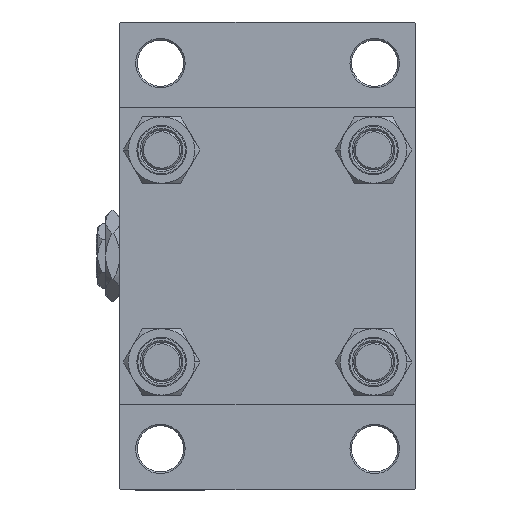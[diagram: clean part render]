
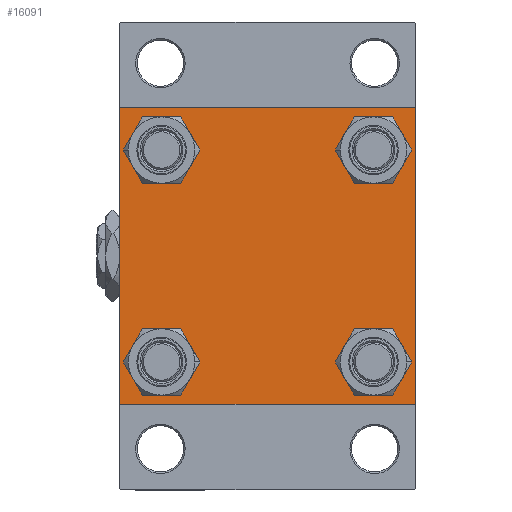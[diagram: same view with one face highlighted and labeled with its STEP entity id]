
A CAD part, left-side view. The second image highlights one B-rep face of the part: STEP entity #16091.
In plain terms, the highlighted planar face has unit normal (-1, 0, 0).
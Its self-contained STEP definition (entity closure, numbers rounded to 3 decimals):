
#267 = LINE ( 'NONE', #36630, #12389 ) ;
#428 = DIRECTION ( 'NONE',  ( 0., -1., 0. ) ) ;
#518 = EDGE_CURVE ( 'NONE', #38419, #24021, #267, .T. ) ;
#832 = EDGE_CURVE ( 'NONE', #34955, #41817, #32346, .T. ) ;
#1104 = EDGE_CURVE ( 'NONE', #10125, #6736, #32288, .T. ) ;
#1397 = CIRCLE ( 'NONE', #30817, 6.5 ) ;
#1686 = CARTESIAN_POINT ( 'NONE',  ( 0., -32.15, 32.15 ) ) ;
#1698 = FACE_OUTER_BOUND ( 'NONE', #48080, .T. ) ;
#2897 = VECTOR ( 'NONE', #43509, 1000. ) ;
#3311 = ORIENTED_EDGE ( 'NONE', *, *, #37053, .T. ) ;
#3614 = EDGE_CURVE ( 'NONE', #4112, #38452, #1397, .T. ) ;
#3730 = EDGE_CURVE ( 'NONE', #12173, #20206, #36441, .T. ) ;
#3790 = ORIENTED_EDGE ( 'NONE', *, *, #1104, .F. ) ;
#3810 = DIRECTION ( 'NONE',  ( 1., 0., 0. ) ) ;
#4112 = VERTEX_POINT ( 'NONE', #46852 ) ;
#4153 = LINE ( 'NONE', #41321, #47952 ) ;
#5163 = DIRECTION ( 'NONE',  ( 1., 0., 0. ) ) ;
#5170 = CARTESIAN_POINT ( 'NONE',  ( 0., 32.15, -32.15 ) ) ;
#5470 = DIRECTION ( 'NONE',  ( 0., -0.707, -0.707 ) ) ;
#6736 = VERTEX_POINT ( 'NONE', #46790 ) ;
#7295 = LINE ( 'NONE', #15755, #42909 ) ;
#7488 = VERTEX_POINT ( 'NONE', #22358 ) ;
#7847 = ORIENTED_EDGE ( 'NONE', *, *, #36208, .F. ) ;
#8482 = CARTESIAN_POINT ( 'NONE',  ( 0., -44.75, -44.75 ) ) ;
#8501 = CIRCLE ( 'NONE', #27641, 6.5 ) ;
#8908 = PLANE ( 'NONE',  #35235 ) ;
#9183 = CARTESIAN_POINT ( 'NONE',  ( 0., 45., -44.5 ) ) ;
#9399 = DIRECTION ( 'NONE',  ( 1., 0., 0. ) ) ;
#10075 = AXIS2_PLACEMENT_3D ( 'NONE', #5170, #9399, #32344 ) ;
#10125 = VERTEX_POINT ( 'NONE', #29273 ) ;
#10283 = LINE ( 'NONE', #29232, #11409 ) ;
#10291 = EDGE_CURVE ( 'NONE', #34889, #7488, #7295, .T. ) ;
#10538 = VECTOR ( 'NONE', #38897, 1000. ) ;
#10688 = CARTESIAN_POINT ( 'NONE',  ( 0., -44.75, 44.75 ) ) ;
#11006 = DIRECTION ( 'NONE',  ( 0., 0., 1. ) ) ;
#11112 = AXIS2_PLACEMENT_3D ( 'NONE', #39391, #17930, #29886 ) ;
#11152 = EDGE_CURVE ( 'NONE', #7488, #38419, #19810, .T. ) ;
#11409 = VECTOR ( 'NONE', #24990, 1000. ) ;
#11539 = ORIENTED_EDGE ( 'NONE', *, *, #30086, .T. ) ;
#11616 = AXIS2_PLACEMENT_3D ( 'NONE', #1686, #31847, #35345 ) ;
#11972 = EDGE_LOOP ( 'NONE', ( #22831, #45663 ) ) ;
#12007 = CARTESIAN_POINT ( 'NONE',  ( 0., 32.15, 32.15 ) ) ;
#12173 = VERTEX_POINT ( 'NONE', #36770 ) ;
#12389 = VECTOR ( 'NONE', #5470, 1000. ) ;
#12779 = EDGE_CURVE ( 'NONE', #22628, #34682, #25462, .T. ) ;
#13202 = CARTESIAN_POINT ( 'NONE',  ( 0., -44.5, -45. ) ) ;
#14126 = CARTESIAN_POINT ( 'NONE',  ( 0., -32.15, 25.65 ) ) ;
#14921 = DIRECTION ( 'NONE',  ( 0., 0.707, 0.707 ) ) ;
#15755 = CARTESIAN_POINT ( 'NONE',  ( 0., 44.75, 44.75 ) ) ;
#16091 = ADVANCED_FACE ( 'NONE', ( #27854, #20124, #17126, #46564, #1698 ), #8908, .T. ) ;
#16096 = ORIENTED_EDGE ( 'NONE', *, *, #32742, .T. ) ;
#16379 = EDGE_LOOP ( 'NONE', ( #30050, #16096 ) ) ;
#16849 = ORIENTED_EDGE ( 'NONE', *, *, #11152, .T. ) ;
#17126 = FACE_BOUND ( 'NONE', #33958, .T. ) ;
#17610 = CARTESIAN_POINT ( 'NONE',  ( 0., 44.5, 45. ) ) ;
#17930 = DIRECTION ( 'NONE',  ( 1., 0., 0. ) ) ;
#18743 = DIRECTION ( 'NONE',  ( 0., 0.707, -0.707 ) ) ;
#18900 = ORIENTED_EDGE ( 'NONE', *, *, #29850, .T. ) ;
#19810 = LINE ( 'NONE', #46744, #37357 ) ;
#20049 = DIRECTION ( 'NONE',  ( 0., 0., -1. ) ) ;
#20124 = FACE_BOUND ( 'NONE', #16379, .T. ) ;
#20149 = CARTESIAN_POINT ( 'NONE',  ( 0., 32.15, -25.65 ) ) ;
#20206 = VERTEX_POINT ( 'NONE', #29213 ) ;
#20352 = DIRECTION ( 'NONE',  ( 0., 0., 1. ) ) ;
#20712 = ORIENTED_EDGE ( 'NONE', *, *, #3730, .T. ) ;
#21047 = CARTESIAN_POINT ( 'NONE',  ( 0., -45., 45. ) ) ;
#21980 = CIRCLE ( 'NONE', #10075, 6.5 ) ;
#22358 = CARTESIAN_POINT ( 'NONE',  ( 0., 45., 44.5 ) ) ;
#22628 = VERTEX_POINT ( 'NONE', #31370 ) ;
#22831 = ORIENTED_EDGE ( 'NONE', *, *, #43547, .T. ) ;
#24021 = VERTEX_POINT ( 'NONE', #48774 ) ;
#24461 = AXIS2_PLACEMENT_3D ( 'NONE', #12007, #3810, #38688 ) ;
#24990 = DIRECTION ( 'NONE',  ( 0., -1., 0. ) ) ;
#25462 = CIRCLE ( 'NONE', #11112, 6.5 ) ;
#25751 = DIRECTION ( 'NONE',  ( 0., 0., 1. ) ) ;
#26958 = CARTESIAN_POINT ( 'NONE',  ( 0., 32.15, 32.15 ) ) ;
#27609 = DIRECTION ( 'NONE',  ( -1., 0., 0. ) ) ;
#27641 = AXIS2_PLACEMENT_3D ( 'NONE', #38822, #5163, #20352 ) ;
#27854 = FACE_BOUND ( 'NONE', #11972, .T. ) ;
#28174 = CIRCLE ( 'NONE', #34560, 6.5 ) ;
#29213 = CARTESIAN_POINT ( 'NONE',  ( 0., 32.15, 25.65 ) ) ;
#29232 = CARTESIAN_POINT ( 'NONE',  ( 0., 45., 45. ) ) ;
#29273 = CARTESIAN_POINT ( 'NONE',  ( 0., -45., 44.5 ) ) ;
#29850 = EDGE_CURVE ( 'NONE', #36415, #6736, #30434, .T. ) ;
#29886 = DIRECTION ( 'NONE',  ( 0., 0., 1. ) ) ;
#30050 = ORIENTED_EDGE ( 'NONE', *, *, #12779, .T. ) ;
#30086 = EDGE_CURVE ( 'NONE', #10125, #45599, #36892, .T. ) ;
#30357 = CARTESIAN_POINT ( 'NONE',  ( 0., -32.15, -38.65 ) ) ;
#30434 = LINE ( 'NONE', #8482, #10538 ) ;
#30817 = AXIS2_PLACEMENT_3D ( 'NONE', #36992, #44961, #25751 ) ;
#31194 = DIRECTION ( 'NONE',  ( 0., 0., 1. ) ) ;
#31248 = CIRCLE ( 'NONE', #41569, 6.5 ) ;
#31370 = CARTESIAN_POINT ( 'NONE',  ( 0., -32.15, -25.65 ) ) ;
#31620 = ORIENTED_EDGE ( 'NONE', *, *, #31956, .T. ) ;
#31847 = DIRECTION ( 'NONE',  ( 1., 0., 0. ) ) ;
#31956 = EDGE_CURVE ( 'NONE', #24021, #36415, #4153, .T. ) ;
#32288 = LINE ( 'NONE', #21047, #2897 ) ;
#32344 = DIRECTION ( 'NONE',  ( 0., 0., 1. ) ) ;
#32346 = CIRCLE ( 'NONE', #11616, 6.5 ) ;
#32742 = EDGE_CURVE ( 'NONE', #34682, #22628, #31248, .T. ) ;
#33958 = EDGE_LOOP ( 'NONE', ( #34278, #43718 ) ) ;
#34278 = ORIENTED_EDGE ( 'NONE', *, *, #41947, .T. ) ;
#34560 = AXIS2_PLACEMENT_3D ( 'NONE', #26958, #34689, #11006 ) ;
#34682 = VERTEX_POINT ( 'NONE', #30357 ) ;
#34689 = DIRECTION ( 'NONE',  ( 1., 0., 0. ) ) ;
#34889 = VERTEX_POINT ( 'NONE', #17610 ) ;
#34944 = ORIENTED_EDGE ( 'NONE', *, *, #10291, .T. ) ;
#34955 = VERTEX_POINT ( 'NONE', #14126 ) ;
#35235 = AXIS2_PLACEMENT_3D ( 'NONE', #46319, #27609, #42832 ) ;
#35345 = DIRECTION ( 'NONE',  ( 0., 0., 1. ) ) ;
#36208 = EDGE_CURVE ( 'NONE', #34889, #45599, #10283, .T. ) ;
#36415 = VERTEX_POINT ( 'NONE', #13202 ) ;
#36441 = CIRCLE ( 'NONE', #24461, 6.5 ) ;
#36630 = CARTESIAN_POINT ( 'NONE',  ( 0., 44.75, -44.75 ) ) ;
#36770 = CARTESIAN_POINT ( 'NONE',  ( 0., 32.15, 38.65 ) ) ;
#36892 = LINE ( 'NONE', #10688, #47201 ) ;
#36992 = CARTESIAN_POINT ( 'NONE',  ( 0., 32.15, -32.15 ) ) ;
#37053 = EDGE_CURVE ( 'NONE', #20206, #12173, #28174, .T. ) ;
#37357 = VECTOR ( 'NONE', #20049, 1000. ) ;
#38419 = VERTEX_POINT ( 'NONE', #9183 ) ;
#38452 = VERTEX_POINT ( 'NONE', #20149 ) ;
#38688 = DIRECTION ( 'NONE',  ( 0., 0., 1. ) ) ;
#38822 = CARTESIAN_POINT ( 'NONE',  ( 0., -32.15, 32.15 ) ) ;
#38897 = DIRECTION ( 'NONE',  ( 0., -0.707, 0.707 ) ) ;
#39391 = CARTESIAN_POINT ( 'NONE',  ( 0., -32.15, -32.15 ) ) ;
#39673 = ORIENTED_EDGE ( 'NONE', *, *, #518, .T. ) ;
#40317 = CARTESIAN_POINT ( 'NONE',  ( 0., -32.15, 38.65 ) ) ;
#41321 = CARTESIAN_POINT ( 'NONE',  ( 0., 45., -45. ) ) ;
#41569 = AXIS2_PLACEMENT_3D ( 'NONE', #42672, #46651, #31194 ) ;
#41817 = VERTEX_POINT ( 'NONE', #40317 ) ;
#41947 = EDGE_CURVE ( 'NONE', #38452, #4112, #21980, .T. ) ;
#42672 = CARTESIAN_POINT ( 'NONE',  ( 0., -32.15, -32.15 ) ) ;
#42832 = DIRECTION ( 'NONE',  ( 0., 0., 1. ) ) ;
#42909 = VECTOR ( 'NONE', #18743, 1000. ) ;
#43509 = DIRECTION ( 'NONE',  ( 0., 0., -1. ) ) ;
#43547 = EDGE_CURVE ( 'NONE', #41817, #34955, #8501, .T. ) ;
#43718 = ORIENTED_EDGE ( 'NONE', *, *, #3614, .T. ) ;
#44684 = CARTESIAN_POINT ( 'NONE',  ( 0., -44.5, 45. ) ) ;
#44961 = DIRECTION ( 'NONE',  ( 1., 0., 0. ) ) ;
#45599 = VERTEX_POINT ( 'NONE', #44684 ) ;
#45663 = ORIENTED_EDGE ( 'NONE', *, *, #832, .T. ) ;
#46319 = CARTESIAN_POINT ( 'NONE',  ( 0., 0., 0. ) ) ;
#46564 = FACE_BOUND ( 'NONE', #49287, .T. ) ;
#46651 = DIRECTION ( 'NONE',  ( 1., 0., 0. ) ) ;
#46744 = CARTESIAN_POINT ( 'NONE',  ( 0., 45., 45. ) ) ;
#46790 = CARTESIAN_POINT ( 'NONE',  ( 0., -45., -44.5 ) ) ;
#46852 = CARTESIAN_POINT ( 'NONE',  ( 0., 32.15, -38.65 ) ) ;
#47201 = VECTOR ( 'NONE', #14921, 1000. ) ;
#47952 = VECTOR ( 'NONE', #428, 1000. ) ;
#48080 = EDGE_LOOP ( 'NONE', ( #16849, #39673, #31620, #18900, #3790, #11539, #7847, #34944 ) ) ;
#48774 = CARTESIAN_POINT ( 'NONE',  ( 0., 44.5, -45. ) ) ;
#49287 = EDGE_LOOP ( 'NONE', ( #20712, #3311 ) ) ;
